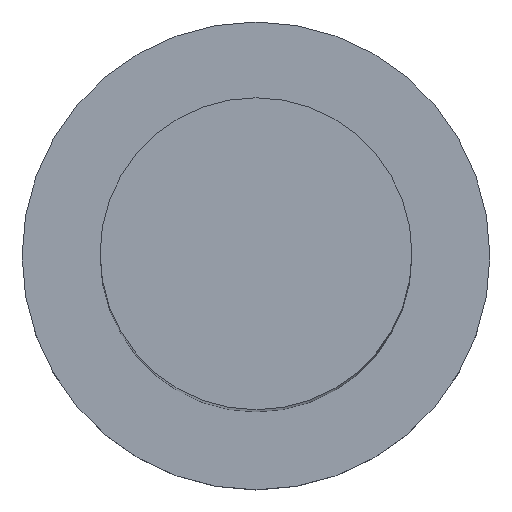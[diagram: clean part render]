
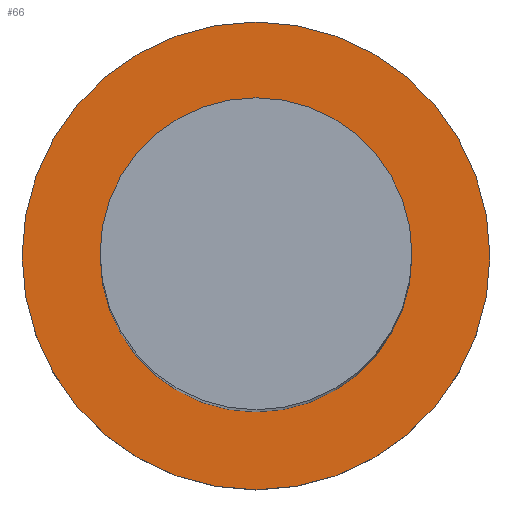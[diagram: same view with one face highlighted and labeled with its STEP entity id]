
A CAD part, top view. The second image highlights one B-rep face of the part: STEP entity #66.
In plain terms, the highlighted planar face has unit normal (0, 0, 1).
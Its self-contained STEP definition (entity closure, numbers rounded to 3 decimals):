
#15=FACE_BOUND('',#32,.T.);
#26=FACE_OUTER_BOUND('',#31,.T.);
#31=EDGE_LOOP('',(#57));
#32=EDGE_LOOP('',(#58));
#34=CIRCLE('',#84,2.);
#36=CIRCLE('',#87,3.);
#38=VERTEX_POINT('',#117);
#40=VERTEX_POINT('',#123);
#43=EDGE_CURVE('',#38,#38,#34,.F.);
#46=EDGE_CURVE('',#40,#40,#36,.F.);
#57=ORIENTED_EDGE('',*,*,#46,.F.);
#58=ORIENTED_EDGE('',*,*,#43,.T.);
#61=PLANE('',#89);
#66=ADVANCED_FACE('',(#26,#15),#61,.F.);
#84=AXIS2_PLACEMENT_3D('',#119,#99,#100);
#87=AXIS2_PLACEMENT_3D('',#125,#106,#107);
#89=AXIS2_PLACEMENT_3D('',#127,#110,#111);
#99=DIRECTION('center_axis',(0.,0.,
1.));
#100=DIRECTION('ref_axis',(-1.,0.,0.));
#106=DIRECTION('center_axis',(0.,0.,
1.));
#107=DIRECTION('ref_axis',(-1.,0.,0.));
#110=DIRECTION('center_axis',(0.,0.,
-1.));
#111=DIRECTION('ref_axis',(-1.,0.,0.));
#117=CARTESIAN_POINT('',(2.,0.,2.));
#119=CARTESIAN_POINT('Origin',(0.,0.,
2.));
#123=CARTESIAN_POINT('',(3.,0.,2.));
#125=CARTESIAN_POINT('Origin',(0.,0.,
2.));
#127=CARTESIAN_POINT('Origin',(16.824,7.702,2.));
